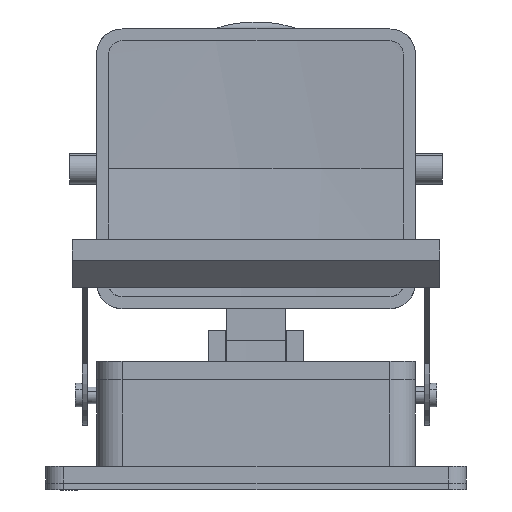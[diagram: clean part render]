
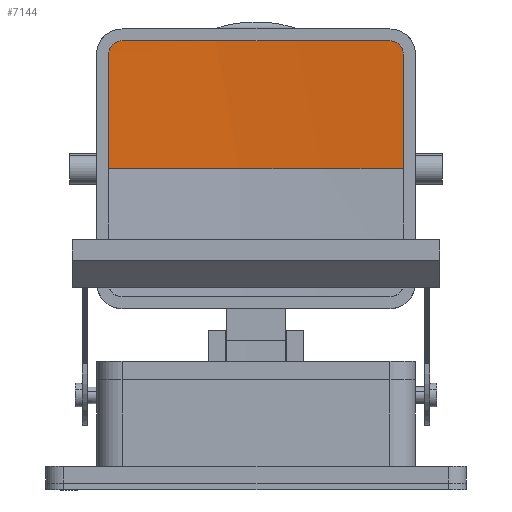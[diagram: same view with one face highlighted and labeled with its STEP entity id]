
A CAD part, left-side view. The second image highlights one B-rep face of the part: STEP entity #7144.
In plain terms, the highlighted face is a revolution surface.
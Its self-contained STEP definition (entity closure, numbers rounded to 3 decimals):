
#6613=CARTESIAN_POINT('Control Point',(122.532,50.09,132.5)) ;
#6614=CARTESIAN_POINT('Control Point',(122.627,54.853,132.5)) ;
#6615=CARTESIAN_POINT('Control Point',(122.675,59.617,132.5)) ;
#6616=CARTESIAN_POINT('Control Point',(122.675,64.383,132.5)) ;
#6617=CARTESIAN_POINT('Control Point',(122.627,69.147,132.5)) ;
#6618=CARTESIAN_POINT('Control Point',(122.532,73.91,132.5)) ;
#6619=CARTESIAN_POINT('Vertex',(122.531,50.09,132.5)) ;
#6621=CARTESIAN_POINT('Vertex',(122.531,73.91,132.5)) ;
#6625=CARTESIAN_POINT('Control Point',(121.337,22.5,132.5)) ;
#6626=CARTESIAN_POINT('Control Point',(121.704,28.011,132.5)) ;
#6627=CARTESIAN_POINT('Control Point',(122.007,33.527,132.5)) ;
#6628=CARTESIAN_POINT('Control Point',(122.246,39.047,132.5)) ;
#6629=CARTESIAN_POINT('Control Point',(122.421,44.568,132.5)) ;
#6630=CARTESIAN_POINT('Control Point',(122.532,50.09,132.5)) ;
#6631=CARTESIAN_POINT('Vertex',(121.337,22.5,132.5)) ;
#6643=CARTESIAN_POINT('Vertex',(121.337,101.5,132.5)) ;
#6647=CARTESIAN_POINT('Control Point',(122.532,73.91,132.5)) ;
#6648=CARTESIAN_POINT('Control Point',(122.421,79.432,132.5)) ;
#6649=CARTESIAN_POINT('Control Point',(122.246,84.953,132.5)) ;
#6650=CARTESIAN_POINT('Control Point',(122.007,90.473,132.5)) ;
#6651=CARTESIAN_POINT('Control Point',(121.704,95.989,132.5)) ;
#6652=CARTESIAN_POINT('Control Point',(121.337,101.5,132.5)) ;
#6671=CARTESIAN_POINT('Control Point',(121.337,22.5,132.5)) ;
#6672=CARTESIAN_POINT('Control Point',(121.285,21.715,132.5)) ;
#6673=CARTESIAN_POINT('Control Point',(121.249,20.929,132.294)) ;
#6674=CARTESIAN_POINT('Control Point',(121.234,20.227,131.884)) ;
#6675=CARTESIAN_POINT('Control Point',(121.24,19.672,131.328)) ;
#6676=CARTESIAN_POINT('Vertex',(121.24,19.672,131.328)) ;
#6697=CARTESIAN_POINT('Control Point',(121.24,19.672,131.328)) ;
#6698=CARTESIAN_POINT('Control Point',(121.247,19.116,130.772)) ;
#6699=CARTESIAN_POINT('Control Point',(121.273,18.705,130.07)) ;
#6700=CARTESIAN_POINT('Control Point',(121.32,18.5,129.285)) ;
#6701=CARTESIAN_POINT('Control Point',(121.38,18.5,128.5)) ;
#6702=CARTESIAN_POINT('Vertex',(121.38,18.5,128.5)) ;
#6730=CARTESIAN_POINT('Control Point',(121.38,18.5,128.5)) ;
#6731=CARTESIAN_POINT('Control Point',(121.892,18.5,121.763)) ;
#6732=CARTESIAN_POINT('Control Point',(122.277,18.5,115.016)) ;
#6733=CARTESIAN_POINT('Control Point',(122.533,18.5,108.263)) ;
#6734=CARTESIAN_POINT('Control Point',(122.661,18.5,101.506)) ;
#6735=CARTESIAN_POINT('Control Point',(122.661,18.5,94.75)) ;
#6736=CARTESIAN_POINT('Vertex',(122.661,18.5,94.75)) ;
#6898=CARTESIAN_POINT('Vertex',(122.661,105.5,94.75)) ;
#6902=CARTESIAN_POINT('Control Point',(122.661,105.5,94.75)) ;
#6903=CARTESIAN_POINT('Control Point',(122.661,105.5,101.506)) ;
#6904=CARTESIAN_POINT('Control Point',(122.533,105.5,108.263)) ;
#6905=CARTESIAN_POINT('Control Point',(122.277,105.5,115.016)) ;
#6906=CARTESIAN_POINT('Control Point',(121.892,105.5,121.763)) ;
#6907=CARTESIAN_POINT('Control Point',(121.38,105.5,128.5)) ;
#6908=CARTESIAN_POINT('Vertex',(121.38,105.5,128.5)) ;
#6930=CARTESIAN_POINT('Control Point',(121.38,105.5,128.5)) ;
#6931=CARTESIAN_POINT('Control Point',(121.32,105.5,129.285)) ;
#6932=CARTESIAN_POINT('Control Point',(121.273,105.295,130.07)) ;
#6933=CARTESIAN_POINT('Control Point',(121.247,104.884,130.772)) ;
#6934=CARTESIAN_POINT('Control Point',(121.24,104.328,131.328)) ;
#6935=CARTESIAN_POINT('Vertex',(121.24,104.328,131.328)) ;
#6956=CARTESIAN_POINT('Control Point',(121.24,104.328,131.328)) ;
#6957=CARTESIAN_POINT('Control Point',(121.234,103.773,131.884)) ;
#6958=CARTESIAN_POINT('Control Point',(121.249,103.071,132.294)) ;
#6959=CARTESIAN_POINT('Control Point',(121.285,102.285,132.5)) ;
#6960=CARTESIAN_POINT('Control Point',(121.337,101.5,132.5)) ;
#7118=CARTESIAN_POINT('Control Point',(122.653,105.617,94.75)) ;
#7119=CARTESIAN_POINT('Control Point',(124.779,76.628,94.75)) ;
#7120=CARTESIAN_POINT('Control Point',(124.781,47.484,94.75)) ;
#7121=CARTESIAN_POINT('Control Point',(122.661,18.495,94.75)) ;
#7122=CARTESIAN_POINT('Axis1P Location',(-322.25,62.,94.75)) ;
#7127=CARTESIAN_POINT('Control Point',(122.662,105.5,94.75)) ;
#7128=CARTESIAN_POINT('Control Point',(124.778,76.552,94.75)) ;
#7129=CARTESIAN_POINT('Control Point',(124.778,47.448,94.75)) ;
#7130=CARTESIAN_POINT('Control Point',(122.662,18.5,94.75)) ;
#7123=DIRECTION('Axis1P Direction',(0.,1.,0.)) ;
#7124=AXIS1_PLACEMENT('Revolution Surface Axis1P',#7122,#7123) ;
#7133=ORIENTED_EDGE('',*,*,#6738,.F.) ;
#7134=ORIENTED_EDGE('',*,*,#6704,.F.) ;
#7135=ORIENTED_EDGE('',*,*,#6678,.F.) ;
#7136=ORIENTED_EDGE('',*,*,#6633,.T.) ;
#7137=ORIENTED_EDGE('',*,*,#6623,.T.) ;
#7138=ORIENTED_EDGE('',*,*,#6653,.T.) ;
#7139=ORIENTED_EDGE('',*,*,#6961,.F.) ;
#7140=ORIENTED_EDGE('',*,*,#6937,.F.) ;
#7141=ORIENTED_EDGE('',*,*,#6910,.F.) ;
#7142=ORIENTED_EDGE('',*,*,#7131,.T.) ;
#7144=ADVANCED_FACE('Housing.2',(#7143),#7125,.T.) ;
#6612=B_SPLINE_CURVE_WITH_KNOTS('',5,(#6613,#6614,#6615,#6616,#6617,#6618),.UNSPECIFIED.,.F.,.U.,(6,6),(0.,33.689),.UNSPECIFIED.) ;
#6624=B_SPLINE_CURVE_WITH_KNOTS('',5,(#6625,#6626,#6627,#6628,#6629,#6630),.UNSPECIFIED.,.F.,.U.,(6,6),(0.,39.058),.UNSPECIFIED.) ;
#6646=B_SPLINE_CURVE_WITH_KNOTS('',5,(#6647,#6648,#6649,#6650,#6651,#6652),.UNSPECIFIED.,.F.,.U.,(6,6),(0.,39.058),.UNSPECIFIED.) ;
#6670=B_SPLINE_CURVE_WITH_KNOTS('',4,(#6671,#6672,#6673,#6674,#6675),.UNSPECIFIED.,.F.,.U.,(5,5),(0.,4.568),.UNSPECIFIED.) ;
#6696=B_SPLINE_CURVE_WITH_KNOTS('',4,(#6697,#6698,#6699,#6700,#6701),.UNSPECIFIED.,.F.,.U.,(5,5),(0.,4.571),.UNSPECIFIED.) ;
#6729=B_SPLINE_CURVE_WITH_KNOTS('',5,(#6730,#6731,#6732,#6733,#6734,#6735),.UNSPECIFIED.,.F.,.U.,(6,6),(0.,47.798),.UNSPECIFIED.) ;
#6901=B_SPLINE_CURVE_WITH_KNOTS('',5,(#6902,#6903,#6904,#6905,#6906,#6907),.UNSPECIFIED.,.F.,.U.,(6,6),(47.798,95.597),.UNSPECIFIED.) ;
#6929=B_SPLINE_CURVE_WITH_KNOTS('',4,(#6930,#6931,#6932,#6933,#6934),.UNSPECIFIED.,.F.,.U.,(5,5),(0.,4.571),.UNSPECIFIED.) ;
#6955=B_SPLINE_CURVE_WITH_KNOTS('',4,(#6956,#6957,#6958,#6959,#6960),.UNSPECIFIED.,.F.,.U.,(5,5),(0.,4.568),.UNSPECIFIED.) ;
#7117=B_SPLINE_CURVE_WITH_KNOTS('',3,(#7118,#7119,#7120,#7121),.UNSPECIFIED.,.F.,.U.,(4,4),(898.565,985.843),.UNSPECIFIED.) ;
#7126=B_SPLINE_CURVE_WITH_KNOTS('',3,(#7127,#7128,#7129,#7130),.UNSPECIFIED.,.F.,.U.,(4,4),(898.682,985.838),.UNSPECIFIED.) ;
#6623=EDGE_CURVE('',#6620,#6622,#6612,.T.) ;
#6633=EDGE_CURVE('',#6632,#6620,#6624,.T.) ;
#6653=EDGE_CURVE('',#6622,#6644,#6646,.T.) ;
#6678=EDGE_CURVE('',#6632,#6677,#6670,.T.) ;
#6704=EDGE_CURVE('',#6677,#6703,#6696,.T.) ;
#6738=EDGE_CURVE('',#6703,#6737,#6729,.T.) ;
#6910=EDGE_CURVE('',#6899,#6909,#6901,.T.) ;
#6937=EDGE_CURVE('',#6909,#6936,#6929,.T.) ;
#6961=EDGE_CURVE('',#6936,#6644,#6955,.T.) ;
#7131=EDGE_CURVE('',#6899,#6737,#7126,.T.) ;
#7132=EDGE_LOOP('',(#7133,#7134,#7135,#7136,#7137,#7138,#7139,#7140,#7141,#7142)) ;
#7143=FACE_OUTER_BOUND('',#7132,.T.) ;
#7125=SURFACE_OF_REVOLUTION('Surface of Revolution',#7117,#7124) ;
#6620=VERTEX_POINT('',#6619) ;
#6622=VERTEX_POINT('',#6621) ;
#6632=VERTEX_POINT('',#6631) ;
#6644=VERTEX_POINT('',#6643) ;
#6677=VERTEX_POINT('',#6676) ;
#6703=VERTEX_POINT('',#6702) ;
#6737=VERTEX_POINT('',#6736) ;
#6899=VERTEX_POINT('',#6898) ;
#6909=VERTEX_POINT('',#6908) ;
#6936=VERTEX_POINT('',#6935) ;
